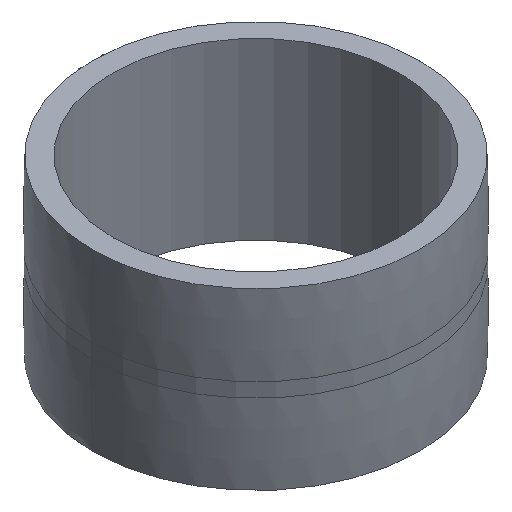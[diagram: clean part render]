
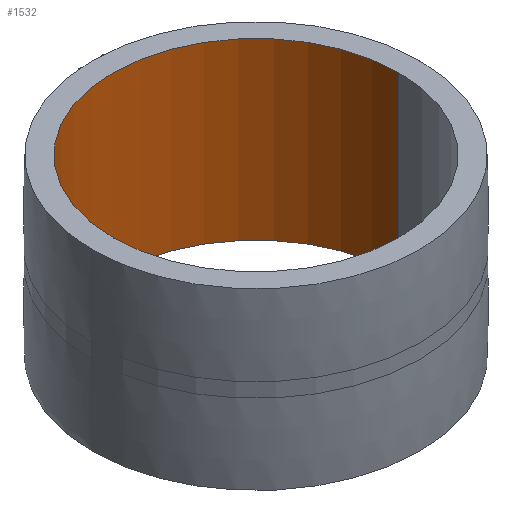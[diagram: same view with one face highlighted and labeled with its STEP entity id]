
A CAD part, isometric view. The second image highlights one B-rep face of the part: STEP entity #1532.
In plain terms, the highlighted cylindrical face has radius 450 mm (diameter 900 mm), a partial arc.
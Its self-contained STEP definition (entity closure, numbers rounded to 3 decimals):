
#9 = CARTESIAN_POINT ( 'NONE',  ( -450., 0., -275. ) ) ;
#165 = DIRECTION ( 'NONE',  ( 1., 0., 0. ) ) ;
#182 = VECTOR ( 'NONE', #902, 1000. ) ;
#224 = DIRECTION ( 'NONE',  ( 0., 0., 1. ) ) ;
#306 = AXIS2_PLACEMENT_3D ( 'NONE', #1016, #653, #1492 ) ;
#333 = VERTEX_POINT ( 'NONE', #9 ) ;
#348 = EDGE_CURVE ( 'NONE', #333, #1544, #998, .T. ) ;
#385 = CARTESIAN_POINT ( 'NONE',  ( -450., 0., 0. ) ) ;
#411 = CARTESIAN_POINT ( 'NONE',  ( -450., 0., 275. ) ) ;
#432 = CARTESIAN_POINT ( 'NONE',  ( 450., 0., -275. ) ) ;
#481 = EDGE_LOOP ( 'NONE', ( #665, #1413, #1192, #523 ) ) ;
#512 = DIRECTION ( 'NONE',  ( 0., 0., 1. ) ) ;
#516 = AXIS2_PLACEMENT_3D ( 'NONE', #584, #224, #834 ) ;
#523 = ORIENTED_EDGE ( 'NONE', *, *, #1205, .T. ) ;
#540 = DIRECTION ( 'NONE',  ( 0., 0., 1. ) ) ;
#564 = VECTOR ( 'NONE', #512, 1000. ) ;
#584 = CARTESIAN_POINT ( 'NONE',  ( 0., 0., -275. ) ) ;
#653 = DIRECTION ( 'NONE',  ( 0., 0., 1. ) ) ;
#660 = FACE_OUTER_BOUND ( 'NONE', #481, .T. ) ;
#665 = ORIENTED_EDGE ( 'NONE', *, *, #348, .F. ) ;
#692 = CIRCLE ( 'NONE', #983, 450. ) ;
#792 = CARTESIAN_POINT ( 'NONE',  ( 0., 0., 275. ) ) ;
#801 = CARTESIAN_POINT ( 'NONE',  ( 450., 0., 275. ) ) ;
#812 = LINE ( 'NONE', #896, #182 ) ;
#834 = DIRECTION ( 'NONE',  ( 1., 0., 0. ) ) ;
#852 = EDGE_CURVE ( 'NONE', #1220, #333, #1156, .T. ) ;
#896 = CARTESIAN_POINT ( 'NONE',  ( 450., 0., 0. ) ) ;
#902 = DIRECTION ( 'NONE',  ( 0., 0., 1. ) ) ;
#983 = AXIS2_PLACEMENT_3D ( 'NONE', #792, #540, #165 ) ;
#998 = LINE ( 'NONE', #385, #564 ) ;
#1016 = CARTESIAN_POINT ( 'NONE',  ( 0., 0., 0. ) ) ;
#1156 = CIRCLE ( 'NONE', #516, 450. ) ;
#1182 = CYLINDRICAL_SURFACE ( 'NONE', #306, 450. ) ;
#1192 = ORIENTED_EDGE ( 'NONE', *, *, #1478, .T. ) ;
#1205 = EDGE_CURVE ( 'NONE', #1286, #1544, #692, .T. ) ;
#1220 = VERTEX_POINT ( 'NONE', #432 ) ;
#1286 = VERTEX_POINT ( 'NONE', #801 ) ;
#1413 = ORIENTED_EDGE ( 'NONE', *, *, #852, .F. ) ;
#1478 = EDGE_CURVE ( 'NONE', #1220, #1286, #812, .T. ) ;
#1492 = DIRECTION ( 'NONE',  ( 1., 0., 0. ) ) ;
#1532 = ADVANCED_FACE ( 'NONE', ( #660 ), #1182, .F. ) ;
#1544 = VERTEX_POINT ( 'NONE', #411 ) ;
